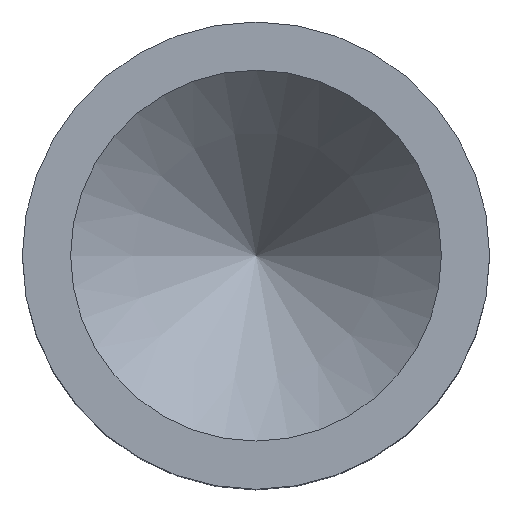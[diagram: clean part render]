
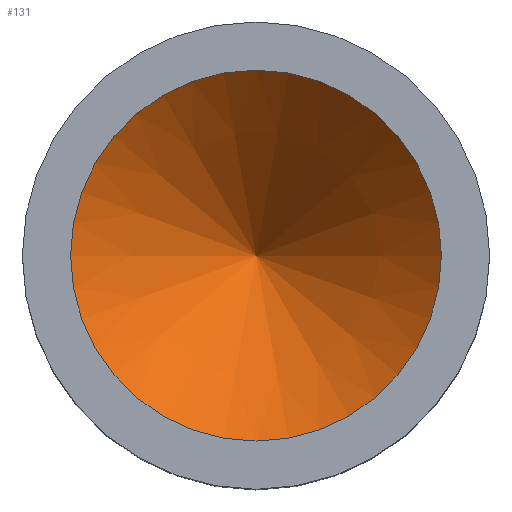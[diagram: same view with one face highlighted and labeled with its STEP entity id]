
A CAD part, top view. The second image highlights one B-rep face of the part: STEP entity #131.
In plain terms, the highlighted conical face has half-angle 45 degrees and reference radius 0.5 mm.
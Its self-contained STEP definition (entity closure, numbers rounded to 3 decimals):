
#13=CONICAL_SURFACE('',#160,0.5,0.785);
#32=FACE_OUTER_BOUND('',#44,.T.);
#44=EDGE_LOOP('',(#107,#108,#109));
#54=LINE('',#234,#59);
#59=VECTOR('',#193,0.5);
#66=CIRCLE('',#161,1.);
#75=VERTEX_POINT('',#232);
#76=VERTEX_POINT('',#233);
#87=EDGE_CURVE('',#75,#76,#54,.T.);
#88=EDGE_CURVE('',#76,#76,#66,.T.);
#107=ORIENTED_EDGE('',*,*,#87,.T.);
#108=ORIENTED_EDGE('',*,*,#88,.F.);
#109=ORIENTED_EDGE('',*,*,#87,.F.);
#131=ADVANCED_FACE('',(#32),#13,.F.);
#160=AXIS2_PLACEMENT_3D('',#231,#191,#192);
#161=AXIS2_PLACEMENT_3D('',#235,#194,#195);
#191=DIRECTION('center_axis',(0.,0.,1.));
#192=DIRECTION('ref_axis',(1.,0.,0.));
#193=DIRECTION('',(-0.707,0.,0.707));
#194=DIRECTION('center_axis',(0.,0.,-1.));
#195=DIRECTION('ref_axis',(1.,0.,0.));
#231=CARTESIAN_POINT('Origin',(0.,0.,32.7));
#232=CARTESIAN_POINT('',(0.,0.,32.2));
#233=CARTESIAN_POINT('',(-1.,0.,33.2));
#234=CARTESIAN_POINT('',(-0.5,0.,32.7));
#235=CARTESIAN_POINT('Origin',(0.,0.,33.2));
